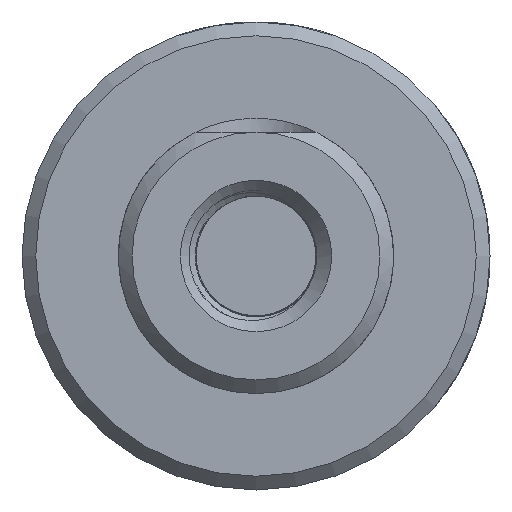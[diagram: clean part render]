
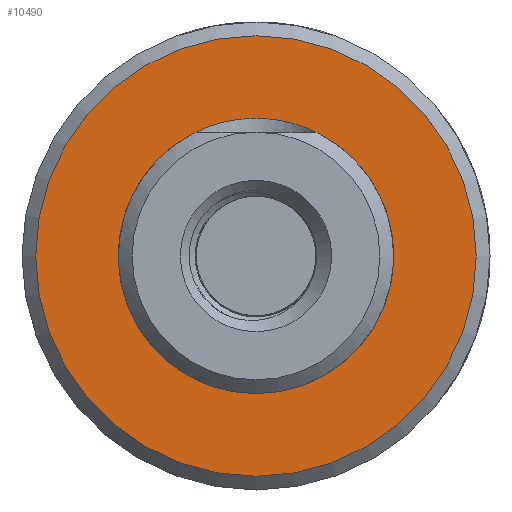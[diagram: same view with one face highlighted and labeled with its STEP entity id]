
A CAD part, left-side view. The second image highlights one B-rep face of the part: STEP entity #10490.
In plain terms, the highlighted planar face has unit normal (-1, 0, 0).
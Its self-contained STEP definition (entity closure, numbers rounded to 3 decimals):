
#388=FACE_BOUND('',#1785,.T.);
#578=PLANE('',#11210);
#1156=FACE_OUTER_BOUND('',#1784,.T.);
#1784=EDGE_LOOP('',(#9726));
#1785=EDGE_LOOP('',(#9727));
#2076=CIRCLE('',#11209,16.);
#2077=CIRCLE('',#11211,9.9);
#5002=VERTEX_POINT('',#43038);
#5003=VERTEX_POINT('',#43042);
#6582=EDGE_CURVE('',#5002,#5002,#2076,.T.);
#6584=EDGE_CURVE('',#5003,#5003,#2077,.T.);
#9726=ORIENTED_EDGE('',*,*,#6582,.F.);
#9727=ORIENTED_EDGE('',*,*,#6584,.F.);
#10490=ADVANCED_FACE('',(#1156,#388),#578,.T.);
#11209=AXIS2_PLACEMENT_3D('',#43039,#13084,#13085);
#11210=AXIS2_PLACEMENT_3D('',#43041,#13087,#13088);
#11211=AXIS2_PLACEMENT_3D('',#43043,#13089,#13090);
#13084=DIRECTION('center_axis',(1.,0.,0.));
#13085=DIRECTION('ref_axis',(0.,0.,-1.));
#13087=DIRECTION('center_axis',(-1.,0.,0.));
#13088=DIRECTION('ref_axis',(0.,0.,1.));
#13089=DIRECTION('center_axis',(-1.,0.,0.));
#13090=DIRECTION('ref_axis',(0.,0.,1.));
#43038=CARTESIAN_POINT('',(-30.,0.,16.));
#43039=CARTESIAN_POINT('Origin',(-30.,0.,0.));
#43041=CARTESIAN_POINT('Origin',(-30.,0.,9.9));
#43042=CARTESIAN_POINT('',(-30.,0.,-9.9));
#43043=CARTESIAN_POINT('Origin',(-30.,0.,0.));
